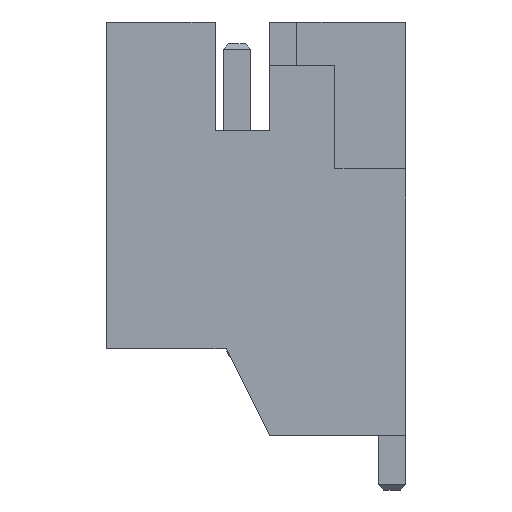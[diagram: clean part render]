
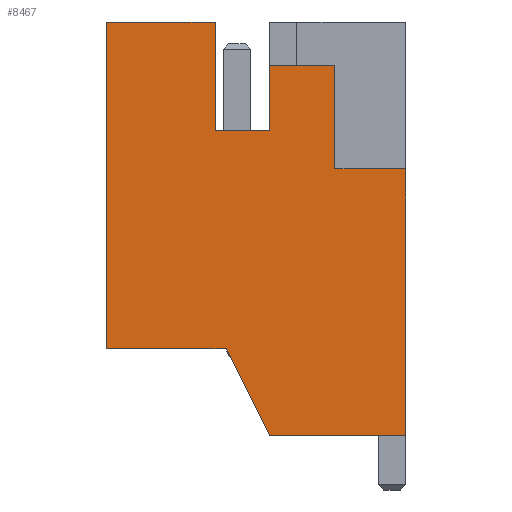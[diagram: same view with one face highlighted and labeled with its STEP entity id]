
A CAD part, left-side view. The second image highlights one B-rep face of the part: STEP entity #8467.
In plain terms, the highlighted planar face has unit normal (-1, 0, 0).
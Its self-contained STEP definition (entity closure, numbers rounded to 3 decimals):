
#261=FACE_OUTER_BOUND('',#743,.T.);
#743=EDGE_LOOP('',(#5643,#5644,#5645,#5646,#5647,#5648,#5649,#5650,#5651,
#5652,#5653,#5654));
#1237=LINE('',#11885,#2369);
#1241=LINE('',#11892,#2373);
#1247=LINE('',#11906,#2379);
#1266=LINE('',#11943,#2398);
#1294=LINE('',#11998,#2426);
#1300=LINE('',#12009,#2432);
#1302=LINE('',#12013,#2434);
#1304=LINE('',#12016,#2436);
#1305=LINE('',#12020,#2437);
#1306=LINE('',#12022,#2438);
#1307=LINE('',#12024,#2439);
#1308=LINE('',#12025,#2440);
#2369=VECTOR('',#9561,10.);
#2373=VECTOR('',#9567,10.);
#2379=VECTOR('',#9577,10.);
#2398=VECTOR('',#9604,10.);
#2426=VECTOR('',#9644,10.);
#2432=VECTOR('',#9652,10.);
#2434=VECTOR('',#9656,10.);
#2436=VECTOR('',#9660,10.);
#2437=VECTOR('',#9665,10.);
#2438=VECTOR('',#9666,10.);
#2439=VECTOR('',#9667,10.);
#2440=VECTOR('',#9668,10.);
#3501=VERTEX_POINT('',#11882);
#3502=VERTEX_POINT('',#11884);
#3504=VERTEX_POINT('',#11890);
#3510=VERTEX_POINT('',#11905);
#3524=VERTEX_POINT('',#11941);
#3544=VERTEX_POINT('',#11995);
#3545=VERTEX_POINT('',#11997);
#3549=VERTEX_POINT('',#12007);
#3550=VERTEX_POINT('',#12011);
#3551=VERTEX_POINT('',#12019);
#3552=VERTEX_POINT('',#12021);
#3553=VERTEX_POINT('',#12023);
#4293=EDGE_CURVE('',#3502,#3501,#1237,.T.);
#4297=EDGE_CURVE('',#3501,#3504,#1241,.T.);
#4303=EDGE_CURVE('',#3510,#3502,#1247,.T.);
#4322=EDGE_CURVE('',#3504,#3524,#1266,.T.);
#4350=EDGE_CURVE('',#3545,#3544,#1294,.T.);
#4356=EDGE_CURVE('',#3544,#3549,#1300,.T.);
#4358=EDGE_CURVE('',#3549,#3550,#1302,.T.);
#4360=EDGE_CURVE('',#3550,#3510,#1304,.T.);
#4361=EDGE_CURVE('',#3524,#3551,#1305,.T.);
#4362=EDGE_CURVE('',#3551,#3552,#1306,.T.);
#4363=EDGE_CURVE('',#3552,#3553,#1307,.T.);
#4364=EDGE_CURVE('',#3553,#3545,#1308,.T.);
#5643=ORIENTED_EDGE('',*,*,#4297,.T.);
#5644=ORIENTED_EDGE('',*,*,#4322,.T.);
#5645=ORIENTED_EDGE('',*,*,#4361,.T.);
#5646=ORIENTED_EDGE('',*,*,#4362,.T.);
#5647=ORIENTED_EDGE('',*,*,#4363,.T.);
#5648=ORIENTED_EDGE('',*,*,#4364,.T.);
#5649=ORIENTED_EDGE('',*,*,#4350,.T.);
#5650=ORIENTED_EDGE('',*,*,#4356,.T.);
#5651=ORIENTED_EDGE('',*,*,#4358,.T.);
#5652=ORIENTED_EDGE('',*,*,#4360,.T.);
#5653=ORIENTED_EDGE('',*,*,#4303,.T.);
#5654=ORIENTED_EDGE('',*,*,#4293,.T.);
#8041=PLANE('',#8979);
#8467=ADVANCED_FACE('',(#261),#8041,.T.);
#8979=AXIS2_PLACEMENT_3D('',#12018,#9663,#9664);
#9561=DIRECTION('',(0.,1.,0.));
#9567=DIRECTION('',(0.,0.,1.));
#9577=DIRECTION('',(0.,0.,-1.));
#9604=DIRECTION('',(0.,1.,0.));
#9644=DIRECTION('',(0.,0.,1.));
#9652=DIRECTION('',(0.,1.,0.));
#9656=DIRECTION('',(0.,0.,1.));
#9660=DIRECTION('',(0.,1.,0.));
#9663=DIRECTION('center_axis',(-1.,0.,0.));
#9664=DIRECTION('ref_axis',(0.,0.,1.));
#9665=DIRECTION('',(0.,0.,-1.));
#9666=DIRECTION('',(0.,-1.,0.));
#9667=DIRECTION('',(0.,-0.447,-0.894));
#9668=DIRECTION('',(0.,-1.,0.));
#11882=CARTESIAN_POINT('',(-15.95,3.5,-2.));
#11884=CARTESIAN_POINT('',(-15.95,2.5,-2.));
#11885=CARTESIAN_POINT('',(-15.95,3.125,-2.));
#11890=CARTESIAN_POINT('',(-15.95,3.5,0.));
#11892=CARTESIAN_POINT('',(-15.95,3.5,-1.5));
#11905=CARTESIAN_POINT('',(-15.95,2.5,-0.8));
#11906=CARTESIAN_POINT('',(-15.95,2.5,-2.5));
#11941=CARTESIAN_POINT('',(-15.95,5.5,0.));
#11943=CARTESIAN_POINT('',(-15.95,0.,0.));
#11995=CARTESIAN_POINT('',(-15.95,0.,-2.7));
#11997=CARTESIAN_POINT('',(-15.95,0.,-7.6));
#11998=CARTESIAN_POINT('',(-15.95,0.,-7.6));
#12007=CARTESIAN_POINT('',(-15.95,1.3,-2.7));
#12009=CARTESIAN_POINT('',(-15.95,2.025,-2.7));
#12011=CARTESIAN_POINT('',(-15.95,1.3,-0.8));
#12013=CARTESIAN_POINT('',(-15.95,1.3,-1.9));
#12016=CARTESIAN_POINT('',(-15.95,2.625,-0.8));
#12018=CARTESIAN_POINT('Origin',(-15.95,2.75,-3.));
#12019=CARTESIAN_POINT('',(-15.95,5.5,-6.));
#12020=CARTESIAN_POINT('',(-15.95,5.5,0.));
#12021=CARTESIAN_POINT('',(-15.95,3.3,-6.));
#12022=CARTESIAN_POINT('',(-15.95,5.5,-6.));
#12023=CARTESIAN_POINT('',(-15.95,2.5,-7.6));
#12024=CARTESIAN_POINT('',(-15.95,3.3,-6.));
#12025=CARTESIAN_POINT('',(-15.95,2.5,-7.6));
